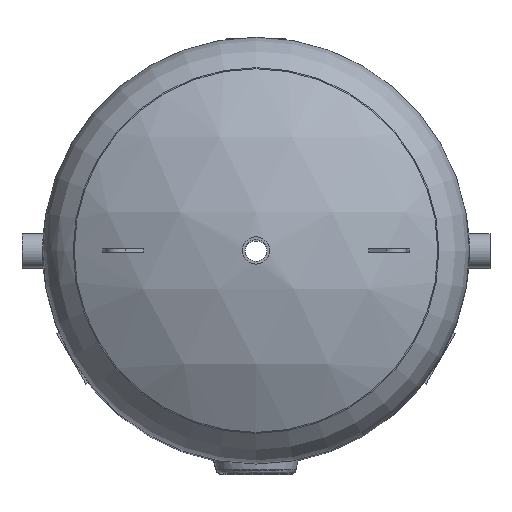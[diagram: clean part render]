
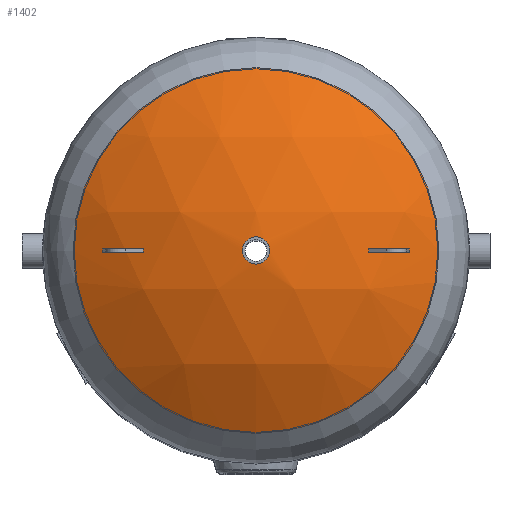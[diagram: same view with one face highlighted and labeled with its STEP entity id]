
A CAD part, top view. The second image highlights one B-rep face of the part: STEP entity #1402.
In plain terms, the highlighted spherical face has radius 880 mm.
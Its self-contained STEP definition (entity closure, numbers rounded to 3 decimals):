
#337=SPHERICAL_SURFACE('',#1556,880.);
#397=FACE_BOUND('',#623,.T.);
#476=FACE_OUTER_BOUND('',#622,.T.);
#622=EDGE_LOOP('',(#1237));
#623=EDGE_LOOP('',(#1238));
#688=CIRCLE('',#1549,35.);
#692=CIRCLE('',#1557,471.331);
#803=VERTEX_POINT('',#4278);
#807=VERTEX_POINT('',#4290);
#952=EDGE_CURVE('',#803,#803,#688,.T.);
#956=EDGE_CURVE('',#807,#807,#692,.T.);
#1237=ORIENTED_EDGE('',*,*,#956,.F.);
#1238=ORIENTED_EDGE('',*,*,#952,.T.);
#1402=ADVANCED_FACE('',(#476,#397),#337,.T.);
#1549=AXIS2_PLACEMENT_3D('',#4279,#1879,#1880);
#1556=AXIS2_PLACEMENT_3D('',#4289,#1893,#1894);
#1557=AXIS2_PLACEMENT_3D('',#4291,#1895,#1896);
#1879=DIRECTION('center_axis',(0.,-1.,0.));
#1880=DIRECTION('ref_axis',(-1.,0.,0.));
#1893=DIRECTION('center_axis',(0.,0.,1.));
#1894=DIRECTION('ref_axis',(1.,0.,0.));
#1895=DIRECTION('center_axis',(0.,-1.,0.));
#1896=DIRECTION('ref_axis',(1.,0.,0.));
#4278=CARTESIAN_POINT('',(35.,304.304,0.));
#4279=CARTESIAN_POINT('Origin',(0.,304.304,0.));
#4289=CARTESIAN_POINT('Origin',(0.,-575.,0.));
#4290=CARTESIAN_POINT('',(471.331,168.133,0.));
#4291=CARTESIAN_POINT('Origin',(0.,168.133,0.));
